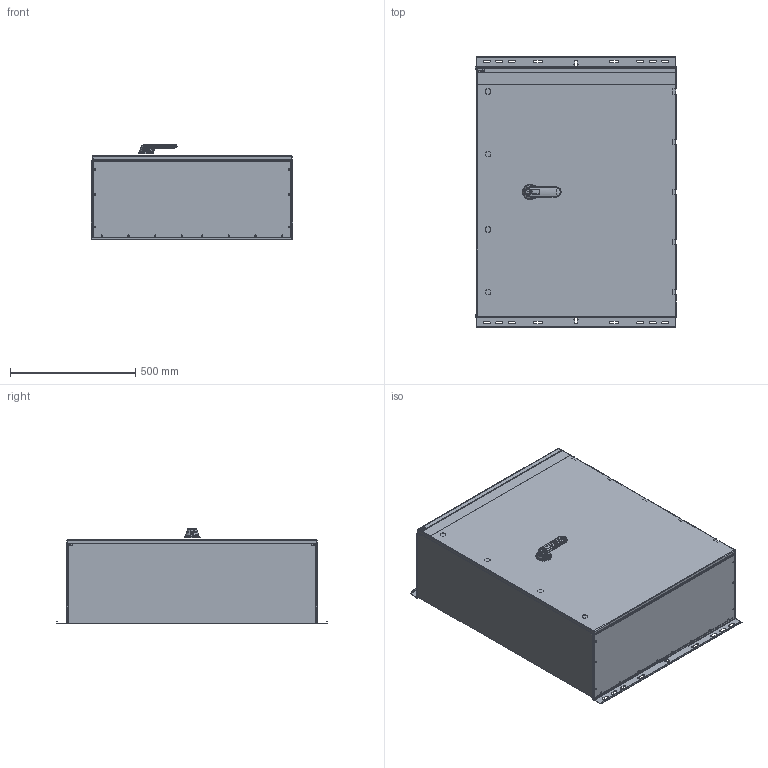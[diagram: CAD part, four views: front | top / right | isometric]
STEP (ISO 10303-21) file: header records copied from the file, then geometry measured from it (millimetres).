
FILE_DESCRIPTION((''),'2;1');
FILE_NAME('OTKM128033PBL_SW0001','2021-06-23T13:07:26',('FIJOKON'),(''),'CREO PARAMETRIC BY PTC INC, 2020184','CREO PARAMETRIC BY PTC INC, 2020184','');
FILE_SCHEMA(('AUTOMOTIVE_DESIGN { 1 0 10303 214 1 1 1 1 }'));
Products named in the file (1): OTKM128033PBL_SW0001
Bounding box: 803.5 x 1078 x 381.33 mm (x, y, z)
Volume: 261785333.6 mm3; surface area: 4039785.8 mm2
Topology: 2 solids, 2 shells, 1678 faces, 4470 edges, 2805 vertices
Faces by surface type: plane 601, cylinder 578, bspline 249, torus 167, cone 51, sphere 17, extrusion 15
Entity records: 96914 total; most frequent: CARTESIAN_POINT 44293, ORIENTED_EDGE 8896, DIRECTION 7633, EDGE_CURVE 4448, AXIS2_PLACEMENT_3D 2807, VERTEX_POINT 2805, VECTOR 2016, LINE 2001
